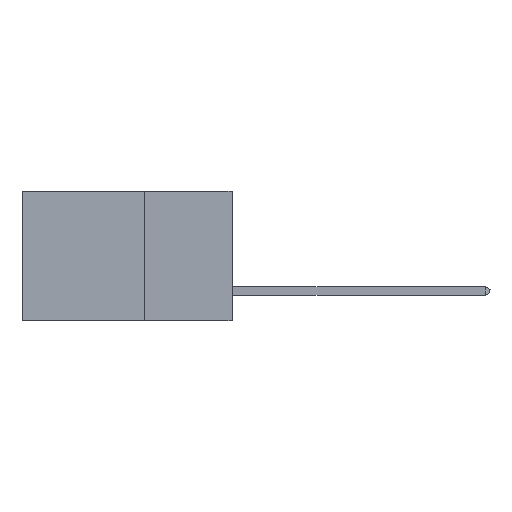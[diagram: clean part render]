
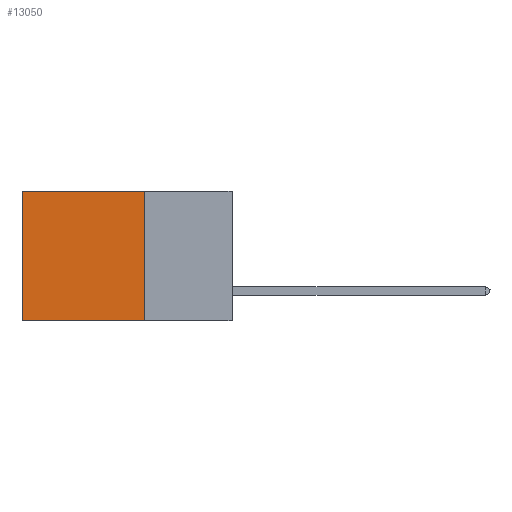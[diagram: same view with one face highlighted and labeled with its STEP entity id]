
A CAD part, left-side view. The second image highlights one B-rep face of the part: STEP entity #13050.
In plain terms, the highlighted planar face has unit normal (-1, 0, 0).
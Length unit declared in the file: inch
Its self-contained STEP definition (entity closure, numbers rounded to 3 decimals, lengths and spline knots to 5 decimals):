
#137 = EDGE_LOOP ( 'NONE', ( #17468, #3710, #5362, #7409 ) ) ;
#639 = EDGE_CURVE ( 'NONE', #6305, #5903, #7959, .T. ) ;
#1654 = CARTESIAN_POINT ( 'NONE',  ( 0.2875, 0.25, -0.37 ) ) ;
#2627 = VECTOR ( 'NONE', #3362, 39.37008 ) ;
#3362 = DIRECTION ( 'NONE',  ( 0., 0., -1. ) ) ;
#3710 = ORIENTED_EDGE ( 'NONE', *, *, #12861, .F. ) ;
#4318 = PLANE ( 'NONE',  #14885 ) ;
#4889 = DIRECTION ( 'NONE',  ( 0., 1., 0. ) ) ;
#5362 = ORIENTED_EDGE ( 'NONE', *, *, #7553, .F. ) ;
#5595 = DIRECTION ( 'NONE',  ( 0., 0., -1. ) ) ;
#5715 = DIRECTION ( 'NONE',  ( 1., 0., 0. ) ) ;
#5796 = CARTESIAN_POINT ( 'NONE',  ( 0.2875, 0.6, -0.37 ) ) ;
#5903 = VERTEX_POINT ( 'NONE', #7034 ) ;
#5913 = CARTESIAN_POINT ( 'NONE',  ( 0.2875, 0.25, -0.37 ) ) ;
#6028 = VERTEX_POINT ( 'NONE', #5913 ) ;
#6083 = LINE ( 'NONE', #1654, #15691 ) ;
#6090 = VECTOR ( 'NONE', #13659, 39.37008 ) ;
#6305 = VERTEX_POINT ( 'NONE', #11591 ) ;
#7034 = CARTESIAN_POINT ( 'NONE',  ( 0.2875, 0.6, 0. ) ) ;
#7409 = ORIENTED_EDGE ( 'NONE', *, *, #639, .T. ) ;
#7420 = FACE_OUTER_BOUND ( 'NONE', #137, .T. ) ;
#7553 = EDGE_CURVE ( 'NONE', #6305, #6028, #13955, .T. ) ;
#7770 = CARTESIAN_POINT ( 'NONE',  ( 0.2875, 0.25, 0. ) ) ;
#7959 = LINE ( 'NONE', #7770, #13809 ) ;
#9798 = LINE ( 'NONE', #13228, #6090 ) ;
#10377 = VERTEX_POINT ( 'NONE', #5796 ) ;
#11591 = CARTESIAN_POINT ( 'NONE',  ( 0.2875, 0.25, 0. ) ) ;
#11712 = CARTESIAN_POINT ( 'NONE',  ( 0.2875, 0.25, 0. ) ) ;
#12541 = CARTESIAN_POINT ( 'NONE',  ( 0.2875, 0.25, 0. ) ) ;
#12861 = EDGE_CURVE ( 'NONE', #6028, #10377, #6083, .T. ) ;
#13050 = ADVANCED_FACE ( 'NONE', ( #7420 ), #4318, .F. ) ;
#13228 = CARTESIAN_POINT ( 'NONE',  ( 0.2875, 0.6, 0. ) ) ;
#13379 = EDGE_CURVE ( 'NONE', #5903, #10377, #9798, .T. ) ;
#13659 = DIRECTION ( 'NONE',  ( 0., 0., -1. ) ) ;
#13809 = VECTOR ( 'NONE', #4889, 39.37008 ) ;
#13955 = LINE ( 'NONE', #11712, #2627 ) ;
#14885 = AXIS2_PLACEMENT_3D ( 'NONE', #12541, #5715, #5595 ) ;
#15675 = DIRECTION ( 'NONE',  ( 0., 1., 0. ) ) ;
#15691 = VECTOR ( 'NONE', #15675, 39.37008 ) ;
#17468 = ORIENTED_EDGE ( 'NONE', *, *, #13379, .T. ) ;
